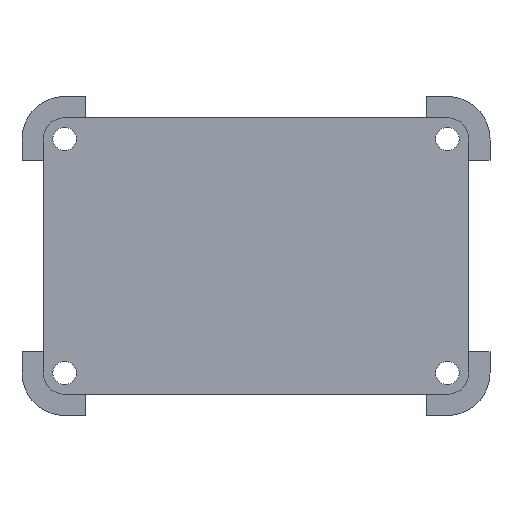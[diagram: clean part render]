
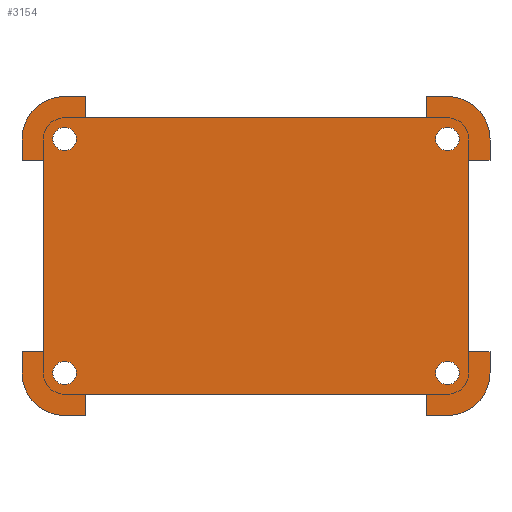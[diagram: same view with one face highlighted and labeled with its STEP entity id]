
A CAD part, front view. The second image highlights one B-rep face of the part: STEP entity #3154.
In plain terms, the highlighted planar face has unit normal (0, -1, 0).
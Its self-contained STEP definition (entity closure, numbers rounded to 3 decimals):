
#34=FACE_BOUND('',#484,.T.);
#35=FACE_BOUND('',#485,.T.);
#36=FACE_BOUND('',#486,.T.);
#37=FACE_BOUND('',#487,.T.);
#66=CIRCLE('',#3318,10.);
#69=CIRCLE('',#3327,10.);
#72=CIRCLE('',#3336,10.);
#75=CIRCLE('',#3345,10.);
#106=CIRCLE('',#3395,2.75);
#107=CIRCLE('',#3396,2.75);
#108=CIRCLE('',#3397,2.75);
#109=CIRCLE('',#3398,2.75);
#308=FACE_OUTER_BOUND('',#483,.T.);
#483=EDGE_LOOP('',(#2267,#2268,#2269,#2270,#2271,#2272,#2273,#2274,#2275,
#2276,#2277,#2278,#2279,#2280,#2281,#2282,#2283,#2284,#2285,#2286,#2287,
#2288,#2289,#2290));
#484=EDGE_LOOP('',(#2291));
#485=EDGE_LOOP('',(#2292));
#486=EDGE_LOOP('',(#2293));
#487=EDGE_LOOP('',(#2294));
#648=LINE('',#4599,#969);
#652=LINE('',#4607,#973);
#656=LINE('',#4619,#977);
#659=LINE('',#4625,#980);
#664=LINE('',#4638,#985);
#668=LINE('',#4646,#989);
#672=LINE('',#4658,#993);
#675=LINE('',#4664,#996);
#680=LINE('',#4677,#1001);
#684=LINE('',#4685,#1005);
#688=LINE('',#4697,#1009);
#691=LINE('',#4703,#1012);
#696=LINE('',#4716,#1017);
#700=LINE('',#4724,#1021);
#704=LINE('',#4736,#1025);
#707=LINE('',#4742,#1028);
#747=LINE('',#4897,#1068);
#748=LINE('',#4898,#1069);
#749=LINE('',#4899,#1070);
#750=LINE('',#4900,#1071);
#969=VECTOR('',#3638,10.);
#973=VECTOR('',#3644,10.);
#977=VECTOR('',#3656,10.);
#980=VECTOR('',#3661,10.);
#985=VECTOR('',#3672,10.);
#989=VECTOR('',#3678,10.);
#993=VECTOR('',#3690,10.);
#996=VECTOR('',#3695,10.);
#1001=VECTOR('',#3706,10.);
#1005=VECTOR('',#3712,10.);
#1009=VECTOR('',#3724,10.);
#1012=VECTOR('',#3729,10.);
#1017=VECTOR('',#3740,10.);
#1021=VECTOR('',#3746,10.);
#1025=VECTOR('',#3758,10.);
#1028=VECTOR('',#3763,10.);
#1068=VECTOR('',#3895,10.);
#1069=VECTOR('',#3896,10.);
#1070=VECTOR('',#3897,10.);
#1071=VECTOR('',#3898,10.);
#1290=VERTEX_POINT('',#4597);
#1291=VERTEX_POINT('',#4598);
#1294=VERTEX_POINT('',#4606);
#1296=VERTEX_POINT('',#4612);
#1298=VERTEX_POINT('',#4618);
#1300=VERTEX_POINT('',#4624);
#1304=VERTEX_POINT('',#4636);
#1305=VERTEX_POINT('',#4637);
#1308=VERTEX_POINT('',#4645);
#1310=VERTEX_POINT('',#4651);
#1312=VERTEX_POINT('',#4657);
#1314=VERTEX_POINT('',#4663);
#1318=VERTEX_POINT('',#4675);
#1319=VERTEX_POINT('',#4676);
#1322=VERTEX_POINT('',#4684);
#1324=VERTEX_POINT('',#4690);
#1326=VERTEX_POINT('',#4696);
#1328=VERTEX_POINT('',#4702);
#1332=VERTEX_POINT('',#4714);
#1333=VERTEX_POINT('',#4715);
#1336=VERTEX_POINT('',#4723);
#1338=VERTEX_POINT('',#4729);
#1340=VERTEX_POINT('',#4735);
#1342=VERTEX_POINT('',#4741);
#1412=VERTEX_POINT('',#4901);
#1413=VERTEX_POINT('',#4903);
#1414=VERTEX_POINT('',#4905);
#1415=VERTEX_POINT('',#4907);
#1603=EDGE_CURVE('',#1290,#1291,#648,.T.);
#1607=EDGE_CURVE('',#1291,#1294,#652,.T.);
#1610=EDGE_CURVE('',#1294,#1296,#66,.T.);
#1613=EDGE_CURVE('',#1296,#1298,#656,.T.);
#1616=EDGE_CURVE('',#1298,#1300,#659,.T.);
#1622=EDGE_CURVE('',#1304,#1305,#664,.T.);
#1626=EDGE_CURVE('',#1305,#1308,#668,.T.);
#1629=EDGE_CURVE('',#1308,#1310,#69,.T.);
#1632=EDGE_CURVE('',#1310,#1312,#672,.T.);
#1635=EDGE_CURVE('',#1312,#1314,#675,.T.);
#1641=EDGE_CURVE('',#1318,#1319,#680,.T.);
#1645=EDGE_CURVE('',#1319,#1322,#684,.T.);
#1648=EDGE_CURVE('',#1322,#1324,#72,.T.);
#1651=EDGE_CURVE('',#1324,#1326,#688,.T.);
#1654=EDGE_CURVE('',#1326,#1328,#691,.T.);
#1660=EDGE_CURVE('',#1332,#1333,#696,.T.);
#1664=EDGE_CURVE('',#1333,#1336,#700,.T.);
#1667=EDGE_CURVE('',#1336,#1338,#75,.T.);
#1670=EDGE_CURVE('',#1338,#1340,#704,.T.);
#1673=EDGE_CURVE('',#1340,#1342,#707,.T.);
#1750=EDGE_CURVE('',#1304,#1342,#747,.T.);
#1751=EDGE_CURVE('',#1318,#1314,#748,.T.);
#1752=EDGE_CURVE('',#1290,#1328,#749,.T.);
#1753=EDGE_CURVE('',#1332,#1300,#750,.T.);
#1754=EDGE_CURVE('',#1412,#1412,#106,.T.);
#1755=EDGE_CURVE('',#1413,#1413,#107,.T.);
#1756=EDGE_CURVE('',#1414,#1414,#108,.T.);
#1757=EDGE_CURVE('',#1415,#1415,#109,.T.);
#2267=ORIENTED_EDGE('',*,*,#1660,.T.);
#2268=ORIENTED_EDGE('',*,*,#1664,.T.);
#2269=ORIENTED_EDGE('',*,*,#1667,.T.);
#2270=ORIENTED_EDGE('',*,*,#1670,.T.);
#2271=ORIENTED_EDGE('',*,*,#1673,.T.);
#2272=ORIENTED_EDGE('',*,*,#1750,.F.);
#2273=ORIENTED_EDGE('',*,*,#1622,.T.);
#2274=ORIENTED_EDGE('',*,*,#1626,.T.);
#2275=ORIENTED_EDGE('',*,*,#1629,.T.);
#2276=ORIENTED_EDGE('',*,*,#1632,.T.);
#2277=ORIENTED_EDGE('',*,*,#1635,.T.);
#2278=ORIENTED_EDGE('',*,*,#1751,.F.);
#2279=ORIENTED_EDGE('',*,*,#1641,.T.);
#2280=ORIENTED_EDGE('',*,*,#1645,.T.);
#2281=ORIENTED_EDGE('',*,*,#1648,.T.);
#2282=ORIENTED_EDGE('',*,*,#1651,.T.);
#2283=ORIENTED_EDGE('',*,*,#1654,.T.);
#2284=ORIENTED_EDGE('',*,*,#1752,.F.);
#2285=ORIENTED_EDGE('',*,*,#1603,.T.);
#2286=ORIENTED_EDGE('',*,*,#1607,.T.);
#2287=ORIENTED_EDGE('',*,*,#1610,.T.);
#2288=ORIENTED_EDGE('',*,*,#1613,.T.);
#2289=ORIENTED_EDGE('',*,*,#1616,.T.);
#2290=ORIENTED_EDGE('',*,*,#1753,.F.);
#2291=ORIENTED_EDGE('',*,*,#1754,.F.);
#2292=ORIENTED_EDGE('',*,*,#1755,.F.);
#2293=ORIENTED_EDGE('',*,*,#1756,.F.);
#2294=ORIENTED_EDGE('',*,*,#1757,.F.);
#3053=PLANE('',#3394);
#3154=ADVANCED_FACE('',(#308,#34,#35,#36,#37),#3053,.F.);
#3318=AXIS2_PLACEMENT_3D('',#4613,#3649,#3650);
#3327=AXIS2_PLACEMENT_3D('',#4652,#3683,#3684);
#3336=AXIS2_PLACEMENT_3D('',#4691,#3717,#3718);
#3345=AXIS2_PLACEMENT_3D('',#4730,#3751,#3752);
#3394=AXIS2_PLACEMENT_3D('',#4896,#3893,#3894);
#3395=AXIS2_PLACEMENT_3D('',#4902,#3899,#3900);
#3396=AXIS2_PLACEMENT_3D('',#4904,#3901,#3902);
#3397=AXIS2_PLACEMENT_3D('',#4906,#3903,#3904);
#3398=AXIS2_PLACEMENT_3D('',#4908,#3905,#3906);
#3638=DIRECTION('',(1.,0.,0.));
#3644=DIRECTION('',(0.,0.,1.));
#3649=DIRECTION('center_axis',(0.,-1.,0.));
#3650=DIRECTION('ref_axis',(1.,0.,0.));
#3656=DIRECTION('',(-1.,0.,0.));
#3661=DIRECTION('',(0.,0.,-1.));
#3672=DIRECTION('',(-1.,0.,0.));
#3678=DIRECTION('',(0.,0.,-1.));
#3683=DIRECTION('center_axis',(0.,-1.,0.));
#3684=DIRECTION('ref_axis',(-1.,0.,0.));
#3690=DIRECTION('',(1.,0.,0.));
#3695=DIRECTION('',(0.,0.,1.));
#3706=DIRECTION('',(0.,0.,-1.));
#3712=DIRECTION('',(1.,0.,0.));
#3717=DIRECTION('center_axis',(0.,-1.,0.));
#3718=DIRECTION('ref_axis',(0.,0.,-1.));
#3724=DIRECTION('',(0.,0.,1.));
#3729=DIRECTION('',(-1.,0.,0.));
#3740=DIRECTION('',(0.,0.,1.));
#3746=DIRECTION('',(-1.,0.,0.));
#3751=DIRECTION('center_axis',(0.,-1.,0.));
#3752=DIRECTION('ref_axis',(0.,0.,1.));
#3758=DIRECTION('',(0.,0.,-1.));
#3763=DIRECTION('',(1.,0.,0.));
#3893=DIRECTION('center_axis',(0.,1.,0.));
#3894=DIRECTION('ref_axis',(0.,0.,1.));
#3895=DIRECTION('',(0.,0.,1.));
#3896=DIRECTION('',(-1.,0.,0.));
#3897=DIRECTION('',(0.,0.,-1.));
#3898=DIRECTION('',(1.,0.,0.));
#3899=DIRECTION('center_axis',(0.,-1.,0.));
#3900=DIRECTION('ref_axis',(1.,0.,0.));
#3901=DIRECTION('center_axis',(0.,-1.,0.));
#3902=DIRECTION('ref_axis',(1.,0.,0.));
#3903=DIRECTION('center_axis',(0.,-1.,0.));
#3904=DIRECTION('ref_axis',(1.,0.,0.));
#3905=DIRECTION('center_axis',(0.,-1.,0.));
#3906=DIRECTION('ref_axis',(1.,0.,0.));
#4597=CARTESIAN_POINT('',(50.,0.,22.5));
#4598=CARTESIAN_POINT('',(55.,0.,22.5));
#4599=CARTESIAN_POINT('',(50.,0.,22.5));
#4606=CARTESIAN_POINT('',(55.,0.,27.5));
#4607=CARTESIAN_POINT('',(55.,0.,22.5));
#4612=CARTESIAN_POINT('',(45.,0.,37.5));
#4613=CARTESIAN_POINT('Origin',(45.,0.,27.5));
#4618=CARTESIAN_POINT('',(40.,0.,37.5));
#4619=CARTESIAN_POINT('',(45.,0.,37.5));
#4624=CARTESIAN_POINT('',(40.,0.,32.5));
#4625=CARTESIAN_POINT('',(40.,0.,37.5));
#4636=CARTESIAN_POINT('',(-50.,0.,-22.5));
#4637=CARTESIAN_POINT('',(-55.,0.,-22.5));
#4638=CARTESIAN_POINT('',(-50.,0.,-22.5));
#4645=CARTESIAN_POINT('',(-55.,0.,-27.5));
#4646=CARTESIAN_POINT('',(-55.,0.,-22.5));
#4651=CARTESIAN_POINT('',(-45.,0.,-37.5));
#4652=CARTESIAN_POINT('Origin',(-45.,0.,-27.5));
#4657=CARTESIAN_POINT('',(-40.,0.,-37.5));
#4658=CARTESIAN_POINT('',(-45.,0.,-37.5));
#4663=CARTESIAN_POINT('',(-40.,0.,-32.5));
#4664=CARTESIAN_POINT('',(-40.,0.,-37.5));
#4675=CARTESIAN_POINT('',(40.,0.,-32.5));
#4676=CARTESIAN_POINT('',(40.,0.,-37.5));
#4677=CARTESIAN_POINT('',(40.,0.,-32.5));
#4684=CARTESIAN_POINT('',(45.,0.,-37.5));
#4685=CARTESIAN_POINT('',(40.,0.,-37.5));
#4690=CARTESIAN_POINT('',(55.,0.,-27.5));
#4691=CARTESIAN_POINT('Origin',(45.,0.,-27.5));
#4696=CARTESIAN_POINT('',(55.,0.,-22.5));
#4697=CARTESIAN_POINT('',(55.,0.,-27.5));
#4702=CARTESIAN_POINT('',(50.,0.,-22.5));
#4703=CARTESIAN_POINT('',(55.,0.,-22.5));
#4714=CARTESIAN_POINT('',(-40.,0.,32.5));
#4715=CARTESIAN_POINT('',(-40.,0.,37.5));
#4716=CARTESIAN_POINT('',(-40.,0.,32.5));
#4723=CARTESIAN_POINT('',(-45.,0.,37.5));
#4724=CARTESIAN_POINT('',(-40.,0.,37.5));
#4729=CARTESIAN_POINT('',(-55.,0.,27.5));
#4730=CARTESIAN_POINT('Origin',(-45.,0.,27.5));
#4735=CARTESIAN_POINT('',(-55.,0.,22.5));
#4736=CARTESIAN_POINT('',(-55.,0.,27.5));
#4741=CARTESIAN_POINT('',(-50.,0.,22.5));
#4742=CARTESIAN_POINT('',(-55.,0.,22.5));
#4896=CARTESIAN_POINT('Origin',(0.,0.,0.));
#4897=CARTESIAN_POINT('',(-50.,0.,-27.5));
#4898=CARTESIAN_POINT('',(45.,0.,-32.5));
#4899=CARTESIAN_POINT('',(50.,0.,27.5));
#4900=CARTESIAN_POINT('',(-45.,0.,32.5));
#4901=CARTESIAN_POINT('',(-47.75,0.,27.5));
#4902=CARTESIAN_POINT('Origin',(-45.,0.,27.5));
#4903=CARTESIAN_POINT('',(42.25,0.,27.5));
#4904=CARTESIAN_POINT('Origin',(45.,0.,27.5));
#4905=CARTESIAN_POINT('',(42.25,0.,-27.5));
#4906=CARTESIAN_POINT('Origin',(45.,0.,-27.5));
#4907=CARTESIAN_POINT('',(-47.75,0.,-27.5));
#4908=CARTESIAN_POINT('Origin',(-45.,0.,-27.5));
